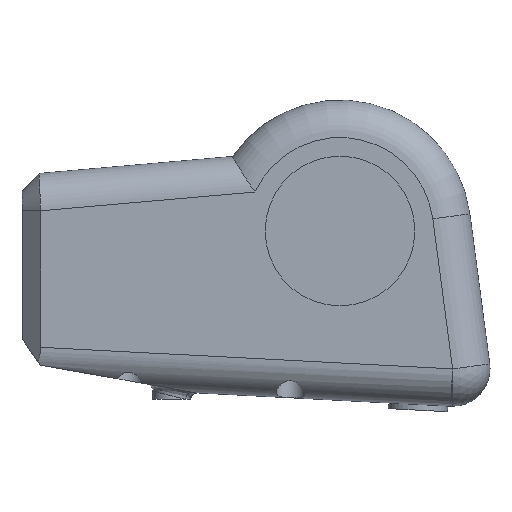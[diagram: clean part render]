
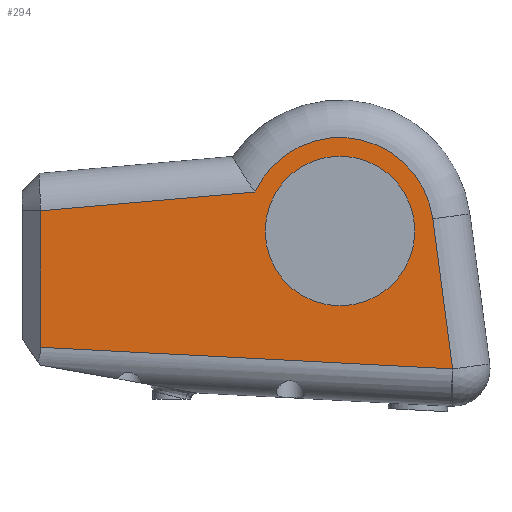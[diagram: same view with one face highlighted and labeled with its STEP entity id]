
A CAD part, front view. The second image highlights one B-rep face of the part: STEP entity #294.
In plain terms, the highlighted planar face has unit normal (0, -1, 0).
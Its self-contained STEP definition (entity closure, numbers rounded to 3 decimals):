
#116 = CARTESIAN_POINT ( 'NONE',  ( 1.743, -50., 30.076 ) ) ;
#231 = VERTEX_POINT ( 'NONE', #1726 ) ;
#254 = EDGE_CURVE ( 'NONE', #1677, #1120, #3220, .T. ) ;
#260 = AXIS2_PLACEMENT_3D ( 'NONE', #2996, #1710, #1676 ) ;
#290 = CARTESIAN_POINT ( 'NONE',  ( 170., -50., 20. ) ) ;
#294 = ADVANCED_FACE ( 'NONE', ( #1449, #2698 ), #1395, .T. ) ;
#324 = ORIENTED_EDGE ( 'NONE', *, *, #1359, .F. ) ;
#360 = CARTESIAN_POINT ( 'NONE',  ( 230.172, -50., -53.699 ) ) ;
#372 = ORIENTED_EDGE ( 'NONE', *, *, #920, .T. ) ;
#424 = CARTESIAN_POINT ( 'NONE',  ( 219.569, -50., 26.549 ) ) ;
#515 = CARTESIAN_POINT ( 'NONE',  ( 124.541, -50., 40.82 ) ) ;
#613 = DIRECTION ( 'NONE',  ( 0., -1., 0. ) ) ;
#821 = EDGE_CURVE ( 'NONE', #1151, #1147, #966, .T. ) ;
#829 = CARTESIAN_POINT ( 'NONE',  ( 230.172, -50., -53.699 ) ) ;
#894 = CARTESIAN_POINT ( 'NONE',  ( 219.569, -50., 26.549 ) ) ;
#915 = ORIENTED_EDGE ( 'NONE', *, *, #821, .F. ) ;
#920 = EDGE_CURVE ( 'NONE', #231, #1602, #1660, .T. ) ;
#923 = EDGE_CURVE ( 'NONE', #3128, #1677, #1718, .T. ) ;
#931 = DIRECTION ( 'NONE',  ( -0.131, 0., 0.991 ) ) ;
#966 = CIRCLE ( 'NONE', #1607, 40. ) ;
#1097 = CARTESIAN_POINT ( 'NONE',  ( 10., -50., -41.637 ) ) ;
#1120 = VERTEX_POINT ( 'NONE', #2273 ) ;
#1147 = VERTEX_POINT ( 'NONE', #1566 ) ;
#1151 = VERTEX_POINT ( 'NONE', #1343 ) ;
#1186 = ORIENTED_EDGE ( 'NONE', *, *, #923, .T. ) ;
#1285 = DIRECTION ( 'NONE',  ( 0., -1., 0. ) ) ;
#1343 = CARTESIAN_POINT ( 'NONE',  ( 170., -50., 60. ) ) ;
#1359 = EDGE_CURVE ( 'NONE', #1147, #1151, #2689, .T. ) ;
#1395 = PLANE ( 'NONE',  #3233 ) ;
#1440 = VECTOR ( 'NONE', #2481, 1000. ) ;
#1449 = FACE_BOUND ( 'NONE', #1711, .T. ) ;
#1566 = CARTESIAN_POINT ( 'NONE',  ( 170., -50., -20. ) ) ;
#1602 = VERTEX_POINT ( 'NONE', #2487 ) ;
#1607 = AXIS2_PLACEMENT_3D ( 'NONE', #290, #613, #1640 ) ;
#1640 = DIRECTION ( 'NONE',  ( 0., 0., -1. ) ) ;
#1660 = LINE ( 'NONE', #360, #1440 ) ;
#1676 = DIRECTION ( 'NONE',  ( 0., 0., -1. ) ) ;
#1677 = VERTEX_POINT ( 'NONE', #515 ) ;
#1701 = VECTOR ( 'NONE', #2411, 1000. ) ;
#1706 = VECTOR ( 'NONE', #931, 1000. ) ;
#1710 = DIRECTION ( 'NONE',  ( 0., -1., 0. ) ) ;
#1711 = EDGE_LOOP ( 'NONE', ( #915, #324 ) ) ;
#1718 = CIRCLE ( 'NONE', #260, 50. ) ;
#1726 = CARTESIAN_POINT ( 'NONE',  ( 10., -50., -42.161 ) ) ;
#1788 = CARTESIAN_POINT ( 'NONE',  ( 170., -50., 20. ) ) ;
#1858 = DIRECTION ( 'NONE',  ( 0., 0., -1. ) ) ;
#2110 = ORIENTED_EDGE ( 'NONE', *, *, #3072, .T. ) ;
#2116 = EDGE_CURVE ( 'NONE', #1120, #231, #3206, .T. ) ;
#2167 = EDGE_LOOP ( 'NONE', ( #2921, #2456, #372, #2110, #1186 ) ) ;
#2273 = CARTESIAN_POINT ( 'NONE',  ( 10., -50., 30.798 ) ) ;
#2411 = DIRECTION ( 'NONE',  ( 0., 0., -1. ) ) ;
#2456 = ORIENTED_EDGE ( 'NONE', *, *, #2116, .T. ) ;
#2481 = DIRECTION ( 'NONE',  ( 0.999, 0., -0.052 ) ) ;
#2487 = CARTESIAN_POINT ( 'NONE',  ( 230.172, -50., -53.699 ) ) ;
#2689 = CIRCLE ( 'NONE', #2799, 40. ) ;
#2698 = FACE_OUTER_BOUND ( 'NONE', #2167, .T. ) ;
#2799 = AXIS2_PLACEMENT_3D ( 'NONE', #1788, #1285, #2826 ) ;
#2826 = DIRECTION ( 'NONE',  ( 0., 0., -1. ) ) ;
#2921 = ORIENTED_EDGE ( 'NONE', *, *, #254, .T. ) ;
#2964 = DIRECTION ( 'NONE',  ( -0.996, 0., -0.087 ) ) ;
#2996 = CARTESIAN_POINT ( 'NONE',  ( 170., -50., 20. ) ) ;
#3072 = EDGE_CURVE ( 'NONE', #1602, #3128, #3250, .T. ) ;
#3128 = VERTEX_POINT ( 'NONE', #424 ) ;
#3142 = DIRECTION ( 'NONE',  ( 0., -1., 0. ) ) ;
#3206 = LINE ( 'NONE', #1097, #1701 ) ;
#3220 = LINE ( 'NONE', #116, #3333 ) ;
#3233 = AXIS2_PLACEMENT_3D ( 'NONE', #829, #3142, #1858 ) ;
#3250 = LINE ( 'NONE', #894, #1706 ) ;
#3333 = VECTOR ( 'NONE', #2964, 1000. ) ;
